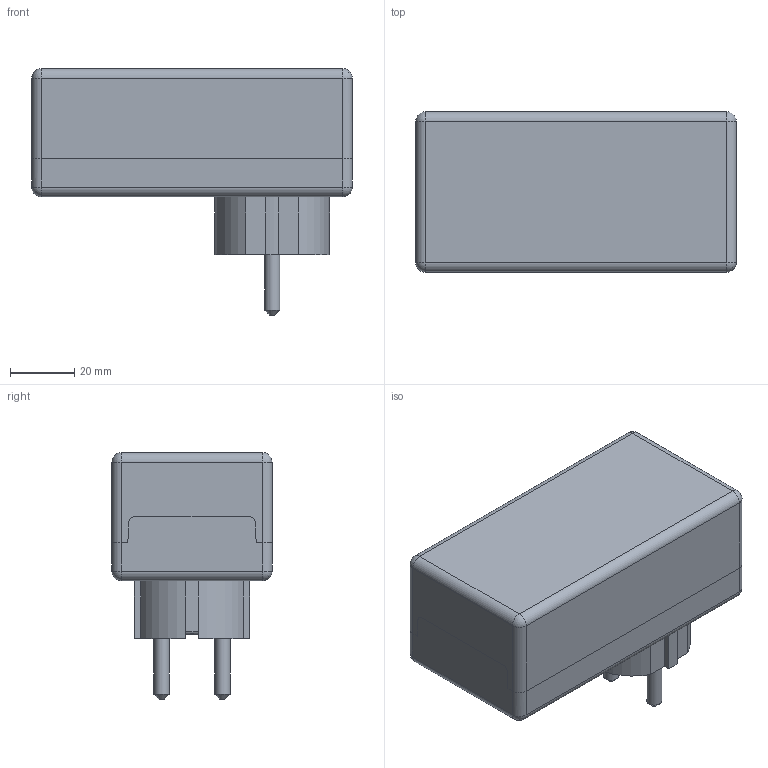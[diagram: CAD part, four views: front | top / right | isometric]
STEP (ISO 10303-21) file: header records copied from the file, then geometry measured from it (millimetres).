
FILE_DESCRIPTION((''),'2;1');
FILE_NAME('0601101600-MBPO_105040 ST CEE.stp','2016-01-19T15:27:32',('robin.rentz'),(''),'Autodesk Inventor 2012','Autodesk Inventor 2012','');
FILE_SCHEMA(('AUTOMOTIVE_DESIGN { 1 2 10303 214 0 1 1 1 }'));
Length unit declared in the file: millimetre
Products named in the file (3): 0601101600-MBPO_105040 ST CEE; 0601101102-UT_105025-40 CEE; 0501100411-OT_105040
Assembly tree (2 placements, depth 2):
  0601101600-MBPO_105040 ST CEE
    0601101102-UT_105025-40 CEE
    0501100411-OT_105040
Bounding box: 100 x 50 x 77 mm (x, y, z)
Volume: 70045.5 mm3; surface area: 54147.9 mm2
Topology: 2 solids, 2 shells, 386 faces, 969 edges, 597 vertices
Faces by surface type: plane 244, cylinder 99, cone 35, sphere 8
Full cylindrical faces by diameter (mm): 2.4 x6, 2.6 x1, 3 x2, 3.242 x1, 4 x4, 4.5 x4, 4.75 x2, 4.8 x6, 5 x2, 5.2 x1, 6 x5, 8 x4, 8.5 x2, 8.9 x4
Entity records: 11212 total; most frequent: DIRECTION 1953, CARTESIAN_POINT 1899, ORIENTED_EDGE 1812, EDGE_CURVE 906, AXIS2_PLACEMENT_3D 659, VECTOR 635, LINE 635, VERTEX_POINT 583
